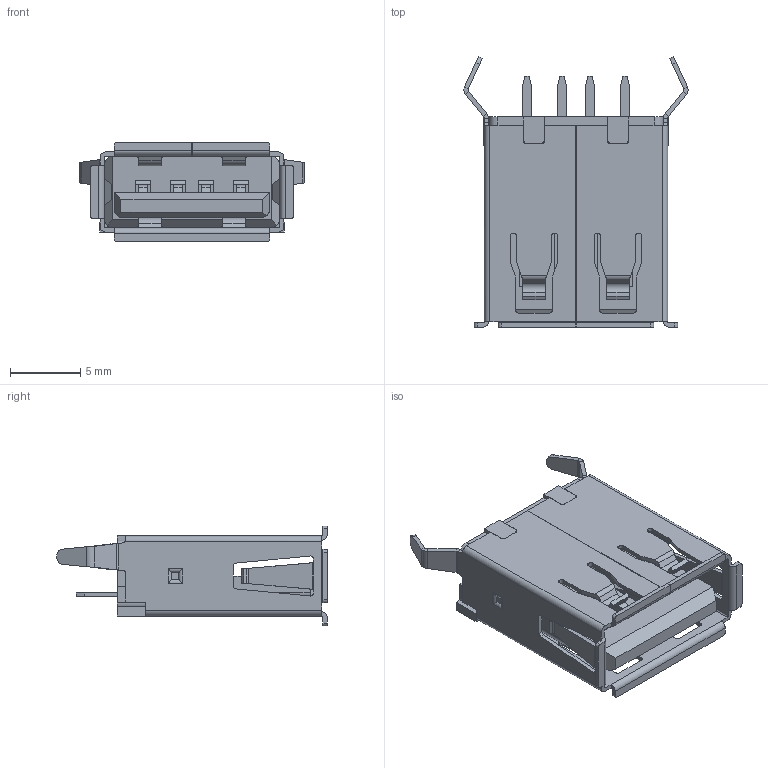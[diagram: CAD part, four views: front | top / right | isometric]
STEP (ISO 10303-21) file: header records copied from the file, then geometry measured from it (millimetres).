
FILE_DESCRIPTION( ( 'Unknown' ), '1' );
FILE_NAME( '614004135023.stp', 'Unknown', ( 'Unknown' ), ( 'Unknown' ), 'PSStep 18.0.17', 'Unknown', ' ' );
FILE_SCHEMA( ( 'AUTOMOTIVE_DESIGN { 1 0 10303 214 1 1 1 1 }' ) );
Length unit declared in the file: millimetre
Products named in the file (5): Assem1; 614004135023_Insulator; 614004135023_Pin; 614004135023_Shielding; 614004135023_Insulator2
Assembly tree (7 placements, depth 2):
  Assem1
    614004135023_Insulator
    614004135023_Pin  x4
    614004135023_Shielding
    614004135023_Insulator2
Bounding box: 16 x 19.3 x 7.12 mm (x, y, z)
Volume: 606.8 mm3; surface area: 2271 mm2
Topology: 7 solids, 7 shells, 594 faces, 1637 edges, 1059 vertices
Faces by surface type: plane 424, cylinder 162, bspline 8
Entity records: 20271 total; most frequent: CARTESIAN_POINT 3068, ORIENTED_EDGE 2794, DIRECTION 2649, EDGE_CURVE 1397, LINE 1097, VECTOR 1097, VERTEX_POINT 903, AXIS2_PLACEMENT_3D 776
